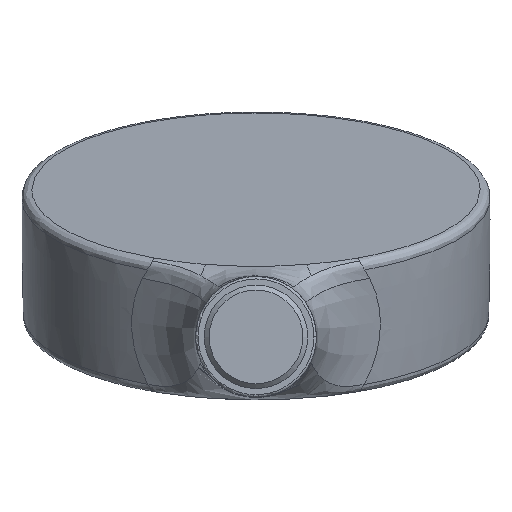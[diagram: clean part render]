
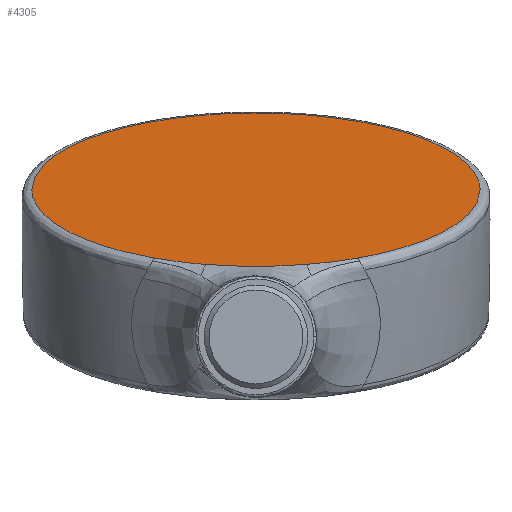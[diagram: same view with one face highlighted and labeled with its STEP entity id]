
A CAD part, front view. The second image highlights one B-rep face of the part: STEP entity #4305.
In plain terms, the highlighted planar face has unit normal (0, -0.342, 0.94).
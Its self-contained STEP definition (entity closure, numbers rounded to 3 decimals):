
#413 = CARTESIAN_POINT ( 'NONE',  ( -0.177, 144.667, 14.296 ) ) ;
#438 = CARTESIAN_POINT ( 'NONE',  ( 5.137, 144.944, 14.397 ) ) ;
#744 = ORIENTED_EDGE ( 'NONE', *, *, #3505, .T. ) ;
#783 = CARTESIAN_POINT ( 'NONE',  ( 17.464, 147.784, 15.43 ) ) ;
#932 = CARTESIAN_POINT ( 'NONE',  ( -8.433, 145.4, 14.563 ) ) ;
#955 = CARTESIAN_POINT ( 'NONE',  ( -0.051, 144.667, 14.296 ) ) ;
#980 = CARTESIAN_POINT ( 'NONE',  ( 6.416, 145.081, 14.447 ) ) ;
#1115 = EDGE_CURVE ( 'NONE', #4631, #4511, #3542, .T. ) ;
#1298 = CARTESIAN_POINT ( 'NONE',  ( 13.938, 146.571, 14.989 ) ) ;
#1405 = AXIS2_PLACEMENT_3D ( 'NONE', #4467, #6392, #3455 ) ;
#1497 = CARTESIAN_POINT ( 'NONE',  ( 0.85, 144.667, 14.296 ) ) ;
#1521 = CARTESIAN_POINT ( 'NONE',  ( 10.234, 145.766, 14.696 ) ) ;
#2022 = CARTESIAN_POINT ( 'NONE',  ( 3.637, 144.803, 14.346 ) ) ;
#2047 = CARTESIAN_POINT ( 'NONE',  ( 45.499, 187.422, 29.858 ) ) ;
#2317 = B_SPLINE_CURVE_WITH_KNOTS ( 'NONE', 3,
 ( #2782, #2700, #2691, #2689 ),
 .UNSPECIFIED., .F., .F.,
 ( 4, 4 ),
 ( 0., 1. ),
 .UNSPECIFIED. ) ;
#2444 = PLANE ( 'NONE',  #1405 ) ;
#2514 = CARTESIAN_POINT ( 'NONE',  ( -5.803, 144.987, 14.413 ) ) ;
#2536 = CARTESIAN_POINT ( 'NONE',  ( 4.771, 144.906, 14.383 ) ) ;
#2634 = CARTESIAN_POINT ( 'NONE',  ( -45.499, 187.422, 29.858 ) ) ;
#2689 = CARTESIAN_POINT ( 'NONE',  ( -10.234, 145.766, 14.696 ) ) ;
#2691 = CARTESIAN_POINT ( 'NONE',  ( -13.929, 146.567, 14.987 ) ) ;
#2694 = CARTESIAN_POINT ( 'NONE',  ( -20.81, 149.403, 16.02 ) ) ;
#2700 = CARTESIAN_POINT ( 'NONE',  ( -17.454, 147.779, 15.429 ) ) ;
#2708 = CARTESIAN_POINT ( 'NONE',  ( 10.234, 145.766, 14.696 ) ) ;
#2736 = CARTESIAN_POINT ( 'NONE',  ( -10.234, 145.766, 14.696 ) ) ;
#2782 = CARTESIAN_POINT ( 'NONE',  ( -20.81, 149.403, 16.02 ) ) ;
#2795 = B_SPLINE_CURVE_WITH_KNOTS ( 'NONE', 3,
 ( #3200, #3203, #3182, #3179, #3177, #3166, #3162, #3160, #3142, #3135, #3129 ),
 .UNSPECIFIED., .F., .F.,
 ( 4, 1, 1, 1, 1, 1, 1, 1, 4 ),
 ( 0.25, 0.313, 0.375, 0.438, 0.5, 0.563, 0.625, 0.688, 0.75 ),
 .UNSPECIFIED. ) ;
#2842 = EDGE_CURVE ( 'NONE', #3780, #4631, #2795, .T. ) ;
#2940 = CARTESIAN_POINT ( 'NONE',  ( -45.499, 187.422, 29.858 ) ) ;
#2946 = CARTESIAN_POINT ( 'NONE',  ( -45.499, 181.827, 27.821 ) ) ;
#2948 = CARTESIAN_POINT ( 'NONE',  ( -43.13, 170.635, 23.748 ) ) ;
#2954 = CARTESIAN_POINT ( 'NONE',  ( -33.718, 157.398, 18.93 ) ) ;
#3011 = CARTESIAN_POINT ( 'NONE',  ( -1.42, 144.687, 14.303 ) ) ;
#3035 = CARTESIAN_POINT ( 'NONE',  ( 5.055, 144.935, 14.394 ) ) ;
#3058 = EDGE_CURVE ( 'NONE', #3667, #3780, #3483, .T. ) ;
#3129 = CARTESIAN_POINT ( 'NONE',  ( 45.499, 187.422, 29.858 ) ) ;
#3135 = CARTESIAN_POINT ( 'NONE',  ( 45.499, 193.018, 31.894 ) ) ;
#3142 = CARTESIAN_POINT ( 'NONE',  ( 43.13, 204.21, 35.968 ) ) ;
#3160 = CARTESIAN_POINT ( 'NONE',  ( 33.01, 218.442, 41.148 ) ) ;
#3162 = CARTESIAN_POINT ( 'NONE',  ( 17.865, 227.951, 44.609 ) ) ;
#3166 = CARTESIAN_POINT ( 'NONE',  ( 0., 231.29, 45.824 ) ) ;
#3177 = CARTESIAN_POINT ( 'NONE',  ( -17.865, 227.951, 44.609 ) ) ;
#3179 = CARTESIAN_POINT ( 'NONE',  ( -33.01, 218.442, 41.148 ) ) ;
#3182 = CARTESIAN_POINT ( 'NONE',  ( -43.13, 204.21, 35.968 ) ) ;
#3198 = CARTESIAN_POINT ( 'NONE',  ( -24.994, 151.428, 16.757 ) ) ;
#3200 = CARTESIAN_POINT ( 'NONE',  ( -45.499, 187.422, 29.858 ) ) ;
#3203 = CARTESIAN_POINT ( 'NONE',  ( -45.499, 193.018, 31.894 ) ) ;
#3385 = ORIENTED_EDGE ( 'NONE', *, *, #5554, .T. ) ;
#3396 = VERTEX_POINT ( 'NONE', #2736 ) ;
#3455 = DIRECTION ( 'NONE',  ( 0., 0.94, 0.342 ) ) ;
#3483 = B_SPLINE_CURVE_WITH_KNOTS ( 'NONE', 3,
 ( #4043, #3198, #2954, #2948, #2946, #2940 ),
 .UNSPECIFIED., .F., .F.,
 ( 4, 1, 1, 4 ),
 ( 0.076, 0.125, 0.188, 0.25 ),
 .UNSPECIFIED. ) ;
#3488 = VERTEX_POINT ( 'NONE', #2708 ) ;
#3505 = EDGE_CURVE ( 'NONE', #3667, #3396, #2317, .T. ) ;
#3528 = CARTESIAN_POINT ( 'NONE',  ( -0.353, 144.668, 14.296 ) ) ;
#3542 = B_SPLINE_CURVE_WITH_KNOTS ( 'NONE', 3,
 ( #4902, #5019, #5666, #4898, #4883, #4847 ),
 .UNSPECIFIED., .F., .F.,
 ( 4, 1, 1, 4 ),
 ( 0.75, 0.812, 0.875, 0.924 ),
 .UNSPECIFIED. ) ;
#3550 = CARTESIAN_POINT ( 'NONE',  ( 5.123, 144.943, 14.396 ) ) ;
#3667 = VERTEX_POINT ( 'NONE', #2694 ) ;
#3700 = B_SPLINE_CURVE_WITH_KNOTS ( 'NONE', 3,
 ( #4537, #932, #2514, #6001, #3011, #6454, #3528, #413, #4027, #955, #4561, #1497, #5065, #2022, #5555, #2536, #6019, #3035, #6473, #3550, #438, #4049, #980, #4582, #1521 ),
 .UNSPECIFIED., .F., .F.,
 ( 4, 1, 1, 1, 1, 1, 1, 2, 2, 1, 1, 1, 1, 1, 1, 1, 2, 2, 4 ),
 ( 0., 0.25, 0.375, 0.438, 0.469, 0.484, 0.492, 0.496, 0.5, 0.625, 0.688, 0.719, 0.734, 0.742, 0.746, 0.748, 0.749, 0.75, 1. ),
 .UNSPECIFIED. ) ;
#3780 = VERTEX_POINT ( 'NONE', #2634 ) ;
#4006 = CARTESIAN_POINT ( 'NONE',  ( 20.81, 149.403, 16.02 ) ) ;
#4027 = CARTESIAN_POINT ( 'NONE',  ( -0.101, 144.667, 14.296 ) ) ;
#4043 = CARTESIAN_POINT ( 'NONE',  ( -20.81, 149.403, 16.02 ) ) ;
#4049 = CARTESIAN_POINT ( 'NONE',  ( 5.145, 144.945, 14.397 ) ) ;
#4277 = ORIENTED_EDGE ( 'NONE', *, *, #1115, .F. ) ;
#4305 = ADVANCED_FACE ( 'NONE', ( #5288 ), #2444, .F. ) ;
#4396 = CARTESIAN_POINT ( 'NONE',  ( 20.81, 149.403, 16.02 ) ) ;
#4467 = CARTESIAN_POINT ( 'NONE',  ( 0., 12.328, -33.871 ) ) ;
#4511 = VERTEX_POINT ( 'NONE', #4006 ) ;
#4537 = CARTESIAN_POINT ( 'NONE',  ( -10.234, 145.766, 14.696 ) ) ;
#4560 = EDGE_CURVE ( 'NONE', #3396, #3488, #3700, .T. ) ;
#4561 = CARTESIAN_POINT ( 'NONE',  ( -0.027, 144.667, 14.296 ) ) ;
#4582 = CARTESIAN_POINT ( 'NONE',  ( 8.111, 145.354, 14.546 ) ) ;
#4631 = VERTEX_POINT ( 'NONE', #2047 ) ;
#4847 = CARTESIAN_POINT ( 'NONE',  ( 20.81, 149.403, 16.02 ) ) ;
#4883 = CARTESIAN_POINT ( 'NONE',  ( 24.994, 151.428, 16.757 ) ) ;
#4898 = CARTESIAN_POINT ( 'NONE',  ( 33.718, 157.398, 18.93 ) ) ;
#4902 = CARTESIAN_POINT ( 'NONE',  ( 45.499, 187.422, 29.858 ) ) ;
#5019 = CARTESIAN_POINT ( 'NONE',  ( 45.499, 181.827, 27.821 ) ) ;
#5065 = CARTESIAN_POINT ( 'NONE',  ( 2.131, 144.702, 14.309 ) ) ;
#5071 = ORIENTED_EDGE ( 'NONE', *, *, #3058, .F. ) ;
#5170 = B_SPLINE_CURVE_WITH_KNOTS ( 'NONE', 3,
 ( #6272, #1298, #783, #4396 ),
 .UNSPECIFIED., .F., .F.,
 ( 4, 4 ),
 ( 0., 1. ),
 .UNSPECIFIED. ) ;
#5288 = FACE_OUTER_BOUND ( 'NONE', #5626, .T. ) ;
#5554 = EDGE_CURVE ( 'NONE', #3488, #4511, #5170, .T. ) ;
#5555 = CARTESIAN_POINT ( 'NONE',  ( 4.393, 144.869, 14.37 ) ) ;
#5626 = EDGE_LOOP ( 'NONE', ( #6373, #5071, #744, #6519, #3385, #4277 ) ) ;
#5666 = CARTESIAN_POINT ( 'NONE',  ( 43.13, 170.635, 23.748 ) ) ;
#6001 = CARTESIAN_POINT ( 'NONE',  ( -2.86, 144.747, 14.325 ) ) ;
#6019 = CARTESIAN_POINT ( 'NONE',  ( 4.961, 144.925, 14.39 ) ) ;
#6272 = CARTESIAN_POINT ( 'NONE',  ( 10.234, 145.766, 14.696 ) ) ;
#6373 = ORIENTED_EDGE ( 'NONE', *, *, #2842, .F. ) ;
#6392 = DIRECTION ( 'NONE',  ( 0., 0.342, -0.94 ) ) ;
#6454 = CARTESIAN_POINT ( 'NONE',  ( -0.708, 144.672, 14.298 ) ) ;
#6473 = CARTESIAN_POINT ( 'NONE',  ( 5.103, 144.94, 14.396 ) ) ;
#6519 = ORIENTED_EDGE ( 'NONE', *, *, #4560, .T. ) ;
